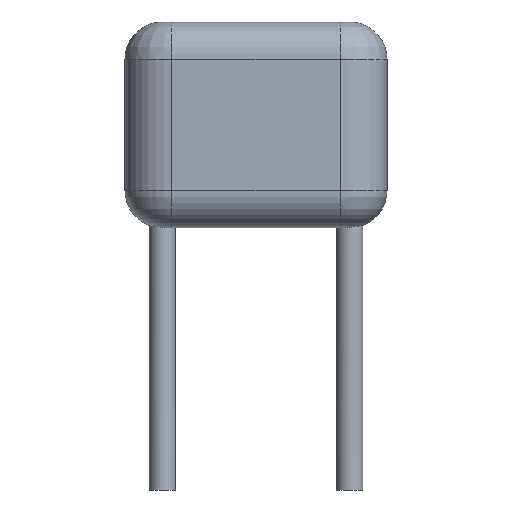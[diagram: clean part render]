
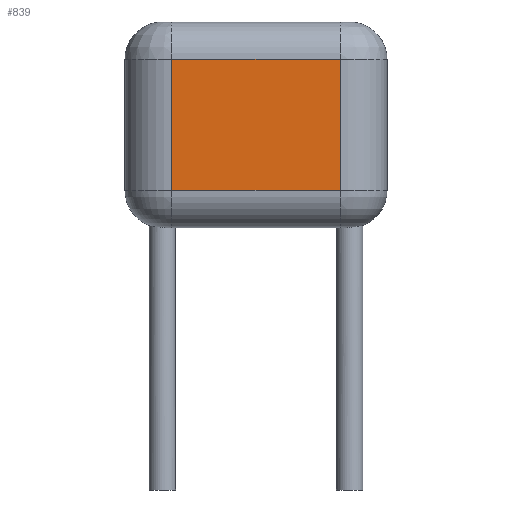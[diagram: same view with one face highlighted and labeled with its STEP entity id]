
A CAD part, front view. The second image highlights one B-rep face of the part: STEP entity #839.
In plain terms, the highlighted planar face has unit normal (0, -1, 0).
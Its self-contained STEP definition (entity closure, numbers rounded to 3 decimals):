
#402 = VERTEX_POINT('',#403);
#403 = CARTESIAN_POINT('',(0.25,-1.25,4.));
#436 = EDGE_CURVE('',#402,#437,#439,.T.);
#437 = VERTEX_POINT('',#438);
#438 = CARTESIAN_POINT('',(4.75,-1.25,4.));
#439 = LINE('',#440,#441);
#440 = CARTESIAN_POINT('',(0.25,-1.25,4.));
#441 = VECTOR('',#442,1.);
#442 = DIRECTION('',(1.,0.,0.));
#820 = VERTEX_POINT('',#821);
#821 = CARTESIAN_POINT('',(0.25,-1.25,7.5));
#828 = EDGE_CURVE('',#402,#820,#829,.T.);
#829 = LINE('',#830,#831);
#830 = CARTESIAN_POINT('',(0.25,-1.25,3.));
#831 = VECTOR('',#832,1.);
#832 = DIRECTION('',(0.,0.,1.));
#839 = ADVANCED_FACE('',(#840),#858,.T.);
#840 = FACE_BOUND('',#841,.T.);
#841 = EDGE_LOOP('',(#842,#850,#856,#857));
#842 = ORIENTED_EDGE('',*,*,#843,.T.);
#843 = EDGE_CURVE('',#437,#844,#846,.T.);
#844 = VERTEX_POINT('',#845);
#845 = CARTESIAN_POINT('',(4.75,-1.25,7.5));
#846 = LINE('',#847,#848);
#847 = CARTESIAN_POINT('',(4.75,-1.25,3.));
#848 = VECTOR('',#849,1.);
#849 = DIRECTION('',(0.,0.,1.));
#850 = ORIENTED_EDGE('',*,*,#851,.T.);
#851 = EDGE_CURVE('',#844,#820,#852,.T.);
#852 = LINE('',#853,#854);
#853 = CARTESIAN_POINT('',(4.75,-1.25,7.5));
#854 = VECTOR('',#855,1.);
#855 = DIRECTION('',(-1.,0.,0.));
#856 = ORIENTED_EDGE('',*,*,#828,.F.);
#857 = ORIENTED_EDGE('',*,*,#436,.T.);
#858 = PLANE('',#859);
#859 = AXIS2_PLACEMENT_3D('',#860,#861,#862);
#860 = CARTESIAN_POINT('',(4.75,-1.25,3.));
#861 = DIRECTION('',(0.,-1.,0.));
#862 = DIRECTION('',(-1.,0.,0.));
